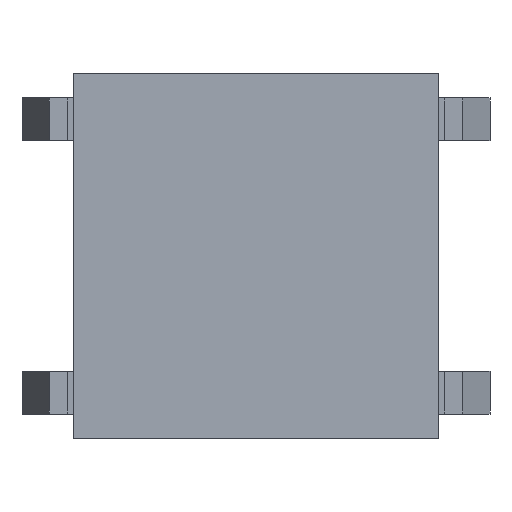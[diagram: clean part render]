
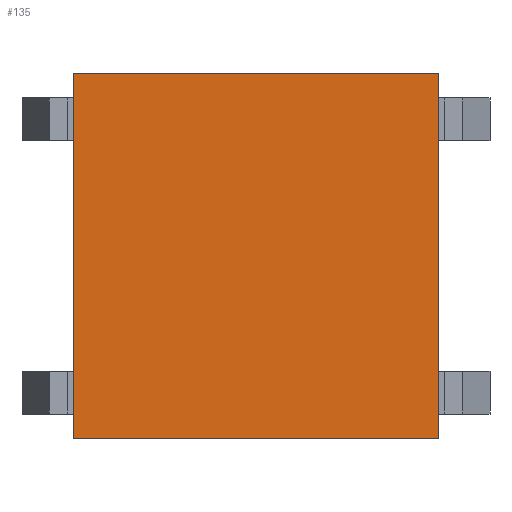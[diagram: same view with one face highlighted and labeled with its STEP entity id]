
A CAD part, front view. The second image highlights one B-rep face of the part: STEP entity #135.
In plain terms, the highlighted planar face has unit normal (0, -1, 0).
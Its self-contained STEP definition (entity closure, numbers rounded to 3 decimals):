
#44 = EDGE_CURVE ( 'NONE', #2130, #146, #323, .T. ) ;
#45 = ORIENTED_EDGE ( 'NONE', *, *, #2155, .F. ) ;
#89 = ORIENTED_EDGE ( 'NONE', *, *, #2096, .F. ) ;
#94 = EDGE_LOOP ( 'NONE', ( #1762, #125, #89, #45 ) ) ;
#125 = ORIENTED_EDGE ( 'NONE', *, *, #167, .F. ) ;
#135 = ADVANCED_FACE ( 'NONE', ( #830 ), #831, .T. ) ;
#146 = VERTEX_POINT ( 'NONE', #878 ) ;
#167 = EDGE_CURVE ( 'NONE', #2113, #2130, #1011, .T. ) ;
#292 = CARTESIAN_POINT ( 'NONE',  ( 3., 0., 3. ) ) ;
#323 = LINE ( 'NONE', #324, #325 ) ;
#324 = CARTESIAN_POINT ( 'NONE',  ( -3., 0., 3. ) ) ;
#325 = VECTOR ( 'NONE', #326, 1000. ) ;
#326 = DIRECTION ( 'NONE',  ( 0., 0., 1. ) ) ;
#818 = LINE ( 'NONE', #819, #820 ) ;
#819 = CARTESIAN_POINT ( 'NONE',  ( 3., 0., 3. ) ) ;
#820 = VECTOR ( 'NONE', #822, 1000. ) ;
#822 = DIRECTION ( 'NONE',  ( 0., 0., -1. ) ) ;
#830 = FACE_OUTER_BOUND ( 'NONE', #94, .T. ) ;
#831 = PLANE ( 'NONE',  #832 ) ;
#832 = AXIS2_PLACEMENT_3D ( 'NONE', #833, #834, #835 ) ;
#833 = CARTESIAN_POINT ( 'NONE',  ( -3., 0., -3. ) ) ;
#834 = DIRECTION ( 'NONE',  ( 0., -1., 0. ) ) ;
#835 = DIRECTION ( 'NONE',  ( 0., 0., -1. ) ) ;
#878 = CARTESIAN_POINT ( 'NONE',  ( -3., 0., 3. ) ) ;
#897 = CARTESIAN_POINT ( 'NONE',  ( 3., 0., -3. ) ) ;
#1011 = LINE ( 'NONE', #1012, #1013 ) ;
#1012 = CARTESIAN_POINT ( 'NONE',  ( -3., 0., -3. ) ) ;
#1013 = VECTOR ( 'NONE', #1014, 1000. ) ;
#1014 = DIRECTION ( 'NONE',  ( -1., 0., 0. ) ) ;
#1074 = CARTESIAN_POINT ( 'NONE',  ( -3., 0., -3. ) ) ;
#1238 = LINE ( 'NONE', #1239, #1240 ) ;
#1239 = CARTESIAN_POINT ( 'NONE',  ( -3., 0., 3. ) ) ;
#1240 = VECTOR ( 'NONE', #1241, 1000. ) ;
#1241 = DIRECTION ( 'NONE',  ( 1., 0., 0. ) ) ;
#1762 = ORIENTED_EDGE ( 'NONE', *, *, #44, .F. ) ;
#2007 = VERTEX_POINT ( 'NONE', #292 ) ;
#2096 = EDGE_CURVE ( 'NONE', #2007, #2113, #818, .T. ) ;
#2113 = VERTEX_POINT ( 'NONE', #897 ) ;
#2130 = VERTEX_POINT ( 'NONE', #1074 ) ;
#2155 = EDGE_CURVE ( 'NONE', #146, #2007, #1238, .T. ) ;
